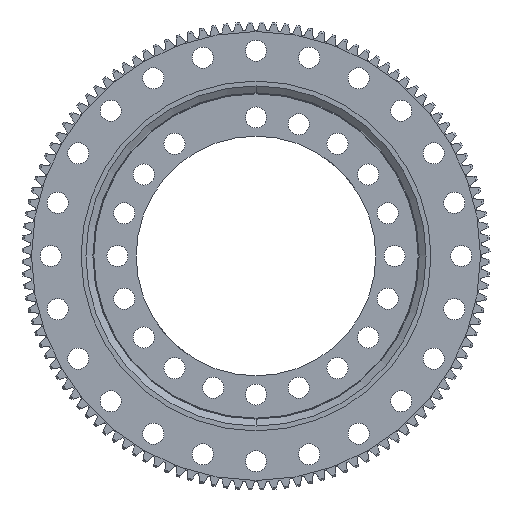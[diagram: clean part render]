
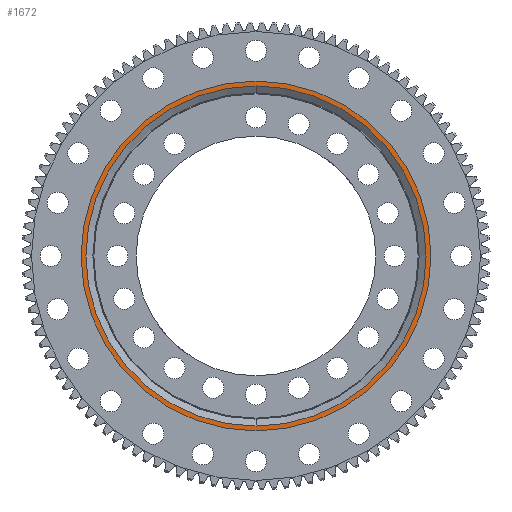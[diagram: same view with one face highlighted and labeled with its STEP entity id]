
A CAD part, front view. The second image highlights one B-rep face of the part: STEP entity #1672.
In plain terms, the highlighted planar face has unit normal (0, -1, 0).
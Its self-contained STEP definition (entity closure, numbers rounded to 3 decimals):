
#1672 = ADVANCED_FACE ( 'NONE', ( #24444, #6945 ), #5629, .T. ) ;
#2821 = CARTESIAN_POINT ( 'NONE',  ( 0., -12.5, -88.657 ) ) ;
#2885 = DIRECTION ( 'NONE',  ( 0., 0., 1. ) ) ;
#2920 = DIRECTION ( 'NONE',  ( 0., -1., 0. ) ) ;
#2989 = CARTESIAN_POINT ( 'NONE',  ( 0., -12.5, 0. ) ) ;
#3196 = EDGE_LOOP ( 'NONE', ( #24661, #12402 ) ) ;
#5369 = CARTESIAN_POINT ( 'NONE',  ( 0., -12.5, 88.657 ) ) ;
#5436 = DIRECTION ( 'NONE',  ( 0., 0., 1. ) ) ;
#5462 = DIRECTION ( 'NONE',  ( 0., -1., 0. ) ) ;
#5491 = DIRECTION ( 'NONE',  ( 0., 0., 1. ) ) ;
#5554 = DIRECTION ( 'NONE',  ( 0., -1., 0. ) ) ;
#5558 = CARTESIAN_POINT ( 'NONE',  ( 0., -12.5, 0. ) ) ;
#5629 = PLANE ( 'NONE',  #21214 ) ;
#5635 = CARTESIAN_POINT ( 'NONE',  ( 91.175, -12.5, 0. ) ) ;
#6021 = CIRCLE ( 'NONE', #25534, 88.657 ) ;
#6183 = EDGE_LOOP ( 'NONE', ( #21405, #20614 ) ) ;
#6925 = EDGE_CURVE ( 'NONE', #8358, #8499, #28129, .T. ) ;
#6945 = FACE_BOUND ( 'NONE', #6183, .T. ) ;
#8358 = VERTEX_POINT ( 'NONE', #15641 ) ;
#8499 = VERTEX_POINT ( 'NONE', #12197 ) ;
#9670 = AXIS2_PLACEMENT_3D ( 'NONE', #27337, #27301, #27281 ) ;
#12197 = CARTESIAN_POINT ( 'NONE',  ( 0., -12.5, -91.175 ) ) ;
#12402 = ORIENTED_EDGE ( 'NONE', *, *, #22435, .T. ) ;
#12470 = VERTEX_POINT ( 'NONE', #2821 ) ;
#13553 = VERTEX_POINT ( 'NONE', #5369 ) ;
#13733 = CIRCLE ( 'NONE', #21015, 91.175 ) ;
#15641 = CARTESIAN_POINT ( 'NONE',  ( 0., -12.5, 91.175 ) ) ;
#18808 = EDGE_CURVE ( 'NONE', #12470, #13553, #6021, .T. ) ;
#20614 = ORIENTED_EDGE ( 'NONE', *, *, #18808, .F. ) ;
#21015 = AXIS2_PLACEMENT_3D ( 'NONE', #24833, #24796, #24763 ) ;
#21214 = AXIS2_PLACEMENT_3D ( 'NONE', #5635, #5462, #5436 ) ;
#21405 = ORIENTED_EDGE ( 'NONE', *, *, #29245, .F. ) ;
#21986 = AXIS2_PLACEMENT_3D ( 'NONE', #5558, #5554, #5491 ) ;
#22435 = EDGE_CURVE ( 'NONE', #8499, #8358, #13733, .T. ) ;
#24444 = FACE_OUTER_BOUND ( 'NONE', #3196, .T. ) ;
#24661 = ORIENTED_EDGE ( 'NONE', *, *, #6925, .T. ) ;
#24763 = DIRECTION ( 'NONE',  ( 0., 0., 1. ) ) ;
#24796 = DIRECTION ( 'NONE',  ( 0., -1., 0. ) ) ;
#24833 = CARTESIAN_POINT ( 'NONE',  ( 0., -12.5, 0. ) ) ;
#25534 = AXIS2_PLACEMENT_3D ( 'NONE', #2989, #2920, #2885 ) ;
#25685 = CIRCLE ( 'NONE', #21986, 88.657 ) ;
#27281 = DIRECTION ( 'NONE',  ( 0., 0., 1. ) ) ;
#27301 = DIRECTION ( 'NONE',  ( 0., -1., 0. ) ) ;
#27337 = CARTESIAN_POINT ( 'NONE',  ( 0., -12.5, 0. ) ) ;
#28129 = CIRCLE ( 'NONE', #9670, 91.175 ) ;
#29245 = EDGE_CURVE ( 'NONE', #13553, #12470, #25685, .T. ) ;
